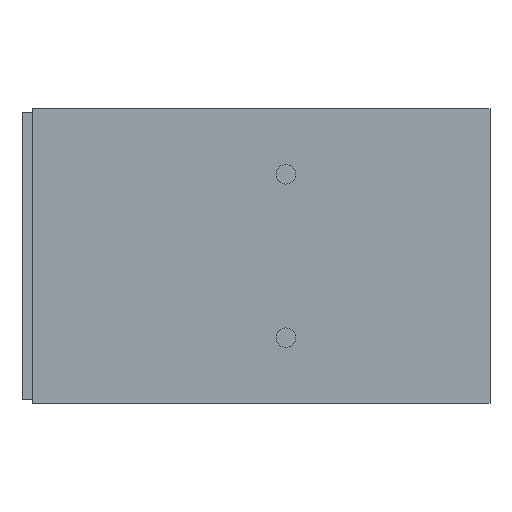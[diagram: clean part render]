
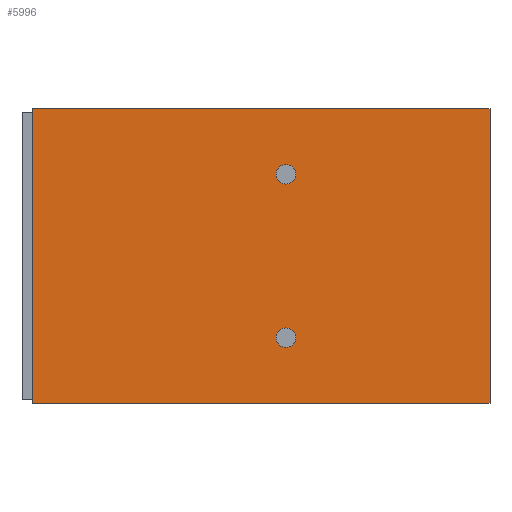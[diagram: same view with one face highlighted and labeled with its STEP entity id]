
A CAD part, front view. The second image highlights one B-rep face of the part: STEP entity #5996.
In plain terms, the highlighted planar face has unit normal (0, -1, 0).
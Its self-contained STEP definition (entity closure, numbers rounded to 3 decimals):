
#250=CARTESIAN_POINT('',(80.5,0.0,25.0));
#251=VERTEX_POINT('',#250);
#252=CARTESIAN_POINT('',(77.5,0.0,25.0));
#253=DIRECTION('',(0.0,1.0,0.0));
#254=DIRECTION('',(1.0,0.0,0.0));
#255=AXIS2_PLACEMENT_3D('',#252,#253,#254);
#256=CIRCLE('',#255,3.);
#257=EDGE_CURVE('',#251,#251,#256,.T.);
#291=CARTESIAN_POINT('',(80.5,0.0,-25.0));
#292=VERTEX_POINT('',#291);
#293=CARTESIAN_POINT('',(77.5,0.0,-25.0));
#294=DIRECTION('',(0.0,1.0,0.0));
#295=DIRECTION('',(1.0,0.0,0.0));
#296=AXIS2_PLACEMENT_3D('',#293,#294,#295);
#297=CIRCLE('',#296,3.);
#298=EDGE_CURVE('',#292,#292,#297,.T.);
#5890=CARTESIAN_POINT('',(140.0,0.0,-45.0));
#5891=VERTEX_POINT('',#5890);
#5898=CARTESIAN_POINT('',(0.0,0.0,-45.0));
#5899=VERTEX_POINT('',#5898);
#5900=CARTESIAN_POINT('',(0.0,0.0,-45.0));
#5901=DIRECTION('',(1.0,0.0,0.0));
#5902=VECTOR('',#5901,140.0);
#5903=LINE('',#5900,#5902);
#5904=EDGE_CURVE('',#5899,#5891,#5903,.T.);
#5924=CARTESIAN_POINT('',(0.0,0.0,45.0));
#5925=VERTEX_POINT('',#5924);
#5926=CARTESIAN_POINT('',(0.0,0.0,45.0));
#5927=DIRECTION('',(0.0,0.0,-1.0));
#5928=VECTOR('',#5927,90.0);
#5929=LINE('',#5926,#5928);
#5930=EDGE_CURVE('',#5925,#5899,#5929,.T.);
#5949=CARTESIAN_POINT('',(140.0,0.0,45.0));
#5950=VERTEX_POINT('',#5949);
#5957=CARTESIAN_POINT('',(140.0,0.0,-45.0));
#5958=DIRECTION('',(0.0,0.0,1.0));
#5959=VECTOR('',#5958,90.0);
#5960=LINE('',#5957,#5959);
#5961=EDGE_CURVE('',#5891,#5950,#5960,.T.);
#5974=CARTESIAN_POINT('',(140.0,0.0,0.0));
#5975=DIRECTION('',(0.0,-1.0,0.0));
#5976=DIRECTION('',(0.0,0.0,-1.0));
#5977=AXIS2_PLACEMENT_3D('',#5974,#5975,#5976);
#5978=PLANE('',#5977);
#5979=CARTESIAN_POINT('',(140.0,0.0,45.0));
#5980=DIRECTION('',(-1.0,0.0,0.0));
#5981=VECTOR('',#5980,140.0);
#5982=LINE('',#5979,#5981);
#5983=EDGE_CURVE('',#5950,#5925,#5982,.T.);
#5984=ORIENTED_EDGE('',*,*,#5983,.T.);
#5985=ORIENTED_EDGE('',*,*,#5930,.T.);
#5986=ORIENTED_EDGE('',*,*,#5904,.T.);
#5987=ORIENTED_EDGE('',*,*,#5961,.T.);
#5988=EDGE_LOOP('',(#5984,#5985,#5986,#5987));
#5989=FACE_OUTER_BOUND('',#5988,.T.);
#5990=ORIENTED_EDGE('',*,*,#257,.T.);
#5991=EDGE_LOOP('',(#5990));
#5992=FACE_BOUND('',#5991,.T.);
#5993=ORIENTED_EDGE('',*,*,#298,.T.);
#5994=EDGE_LOOP('',(#5993));
#5995=FACE_BOUND('',#5994,.T.);
#5996=ADVANCED_FACE('',(#5989,#5992,#5995),#5978,.T.);
